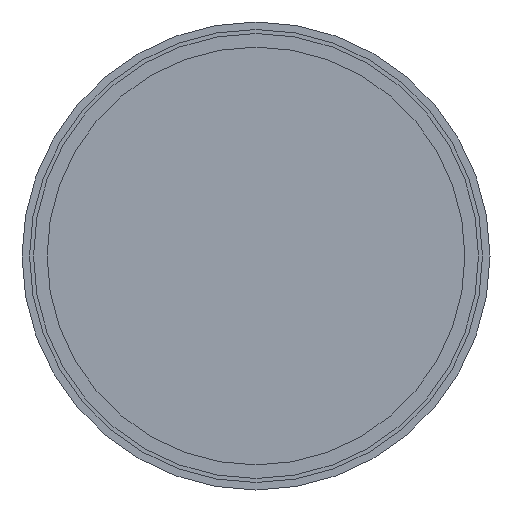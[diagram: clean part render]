
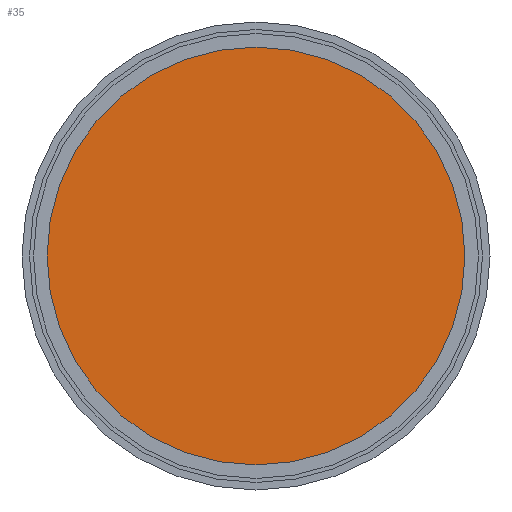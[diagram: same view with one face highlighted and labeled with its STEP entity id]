
A CAD part, left-side view. The second image highlights one B-rep face of the part: STEP entity #35.
In plain terms, the highlighted planar face has unit normal (-1, 0, 0).
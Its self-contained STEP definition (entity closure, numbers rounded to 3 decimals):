
#9 = DIRECTION ( 'NONE',  ( 1., 0., 0. ) ) ;
#35 = ADVANCED_FACE ( 'NONE', ( #177 ), #289, .T. ) ;
#70 = VERTEX_POINT ( 'NONE', #109 ) ;
#87 = ORIENTED_EDGE ( 'NONE', *, *, #128, .F. ) ;
#101 = EDGE_LOOP ( 'NONE', ( #258, #87 ) ) ;
#108 = CIRCLE ( 'NONE', #237, 25. ) ;
#109 = CARTESIAN_POINT ( 'NONE',  ( 4.31, 0., -25. ) ) ;
#128 = EDGE_CURVE ( 'NONE', #256, #70, #108, .T. ) ;
#139 = DIRECTION ( 'NONE',  ( -1., 0., 0. ) ) ;
#143 = EDGE_CURVE ( 'NONE', #70, #256, #226, .T. ) ;
#177 = FACE_OUTER_BOUND ( 'NONE', #101, .T. ) ;
#215 = AXIS2_PLACEMENT_3D ( 'NONE', #322, #467, #394 ) ;
#226 = CIRCLE ( 'NONE', #215, 25. ) ;
#237 = AXIS2_PLACEMENT_3D ( 'NONE', #259, #9, #244 ) ;
#244 = DIRECTION ( 'NONE',  ( 0., 0., -1. ) ) ;
#256 = VERTEX_POINT ( 'NONE', #401 ) ;
#258 = ORIENTED_EDGE ( 'NONE', *, *, #143, .F. ) ;
#259 = CARTESIAN_POINT ( 'NONE',  ( 4.31, 0., 0. ) ) ;
#261 = DIRECTION ( 'NONE',  ( 0., 0., 1. ) ) ;
#289 = PLANE ( 'NONE',  #305 ) ;
#305 = AXIS2_PLACEMENT_3D ( 'NONE', #457, #139, #261 ) ;
#322 = CARTESIAN_POINT ( 'NONE',  ( 4.31, 0., 0. ) ) ;
#394 = DIRECTION ( 'NONE',  ( 0., 0., -1. ) ) ;
#401 = CARTESIAN_POINT ( 'NONE',  ( 4.31, 0., 25. ) ) ;
#457 = CARTESIAN_POINT ( 'NONE',  ( 4.31, 27., 0. ) ) ;
#467 = DIRECTION ( 'NONE',  ( 1., 0., 0. ) ) ;
